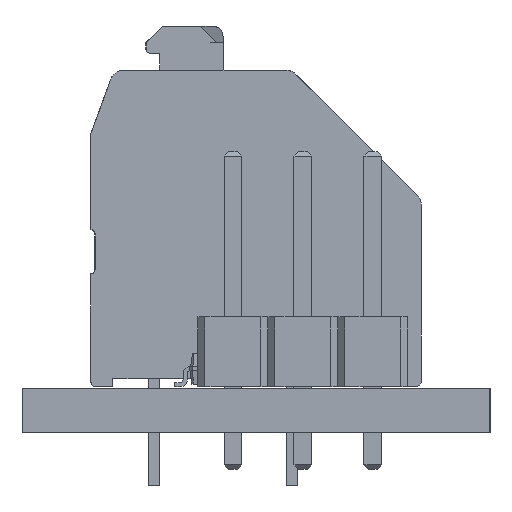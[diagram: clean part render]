
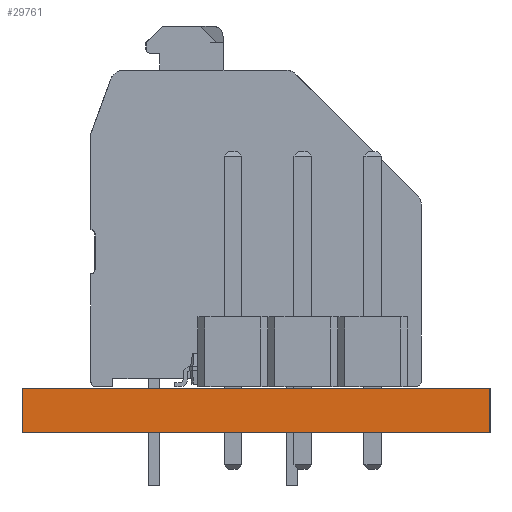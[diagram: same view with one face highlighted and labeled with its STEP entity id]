
A CAD part, left-side view. The second image highlights one B-rep face of the part: STEP entity #29761.
In plain terms, the highlighted planar face has unit normal (-1, 0, 0).
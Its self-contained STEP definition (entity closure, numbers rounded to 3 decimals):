
#28232 = PLANE('',#28233);
#28233 = AXIS2_PLACEMENT_3D('',#28234,#28235,#28236);
#28234 = CARTESIAN_POINT('',(97.5,-66.,0.));
#28235 = DIRECTION('',(0.,1.,0.));
#28236 = DIRECTION('',(1.,0.,0.));
#28260 = PLANE('',#28261);
#28261 = AXIS2_PLACEMENT_3D('',#28262,#28263,#28264);
#28262 = CARTESIAN_POINT('',(126.25,-74.5,1.6));
#28263 = DIRECTION('',(-0.,-0.,-1.));
#28264 = DIRECTION('',(-1.,0.,0.));
#28288 = PLANE('',#28289);
#28289 = AXIS2_PLACEMENT_3D('',#28290,#28291,#28292);
#28290 = CARTESIAN_POINT('',(155.,-83.,0.));
#28291 = DIRECTION('',(0.,-1.,0.));
#28292 = DIRECTION('',(-1.,0.,0.));
#28314 = PLANE('',#28315);
#28315 = AXIS2_PLACEMENT_3D('',#28316,#28317,#28318);
#28316 = CARTESIAN_POINT('',(126.25,-74.5,0.));
#28317 = DIRECTION('',(-0.,-0.,-1.));
#28318 = DIRECTION('',(-1.,0.,0.));
#28329 = EDGE_CURVE('',#28330,#28332,#28334,.T.);
#28330 = VERTEX_POINT('',#28331);
#28331 = CARTESIAN_POINT('',(97.5,-66.,0.));
#28332 = VERTEX_POINT('',#28333);
#28333 = CARTESIAN_POINT('',(97.5,-66.,1.6));
#28334 = SURFACE_CURVE('',#28335,(#28339,#28346),.PCURVE_S1.);
#28335 = LINE('',#28336,#28337);
#28336 = CARTESIAN_POINT('',(97.5,-66.,0.));
#28337 = VECTOR('',#28338,1.);
#28338 = DIRECTION('',(0.,0.,1.));
#28339 = PCURVE('',#28232,#28340);
#28340 = DEFINITIONAL_REPRESENTATION('',(#28341),#28345);
#28341 = LINE('',#28342,#28343);
#28342 = CARTESIAN_POINT('',(0.,0.));
#28343 = VECTOR('',#28344,1.);
#28344 = DIRECTION('',(0.,-1.));
#28345 = ( GEOMETRIC_REPRESENTATION_CONTEXT(2) 
PARAMETRIC_REPRESENTATION_CONTEXT() REPRESENTATION_CONTEXT('2D SPACE',''
  ) );
#28346 = PCURVE('',#28347,#28352);
#28347 = PLANE('',#28348);
#28348 = AXIS2_PLACEMENT_3D('',#28349,#28350,#28351);
#28349 = CARTESIAN_POINT('',(97.5,-83.,0.));
#28350 = DIRECTION('',(-1.,0.,0.));
#28351 = DIRECTION('',(0.,1.,0.));
#28352 = DEFINITIONAL_REPRESENTATION('',(#28353),#28357);
#28353 = LINE('',#28354,#28355);
#28354 = CARTESIAN_POINT('',(17.,0.));
#28355 = VECTOR('',#28356,1.);
#28356 = DIRECTION('',(0.,-1.));
#28357 = ( GEOMETRIC_REPRESENTATION_CONTEXT(2) 
PARAMETRIC_REPRESENTATION_CONTEXT() REPRESENTATION_CONTEXT('2D SPACE',''
  ) );
#28407 = VERTEX_POINT('',#28408);
#28408 = CARTESIAN_POINT('',(97.5,-83.,1.6));
#28429 = EDGE_CURVE('',#28430,#28407,#28432,.T.);
#28430 = VERTEX_POINT('',#28431);
#28431 = CARTESIAN_POINT('',(97.5,-83.,0.));
#28432 = SURFACE_CURVE('',#28433,(#28437,#28444),.PCURVE_S1.);
#28433 = LINE('',#28434,#28435);
#28434 = CARTESIAN_POINT('',(97.5,-83.,0.));
#28435 = VECTOR('',#28436,1.);
#28436 = DIRECTION('',(0.,0.,1.));
#28437 = PCURVE('',#28288,#28438);
#28438 = DEFINITIONAL_REPRESENTATION('',(#28439),#28443);
#28439 = LINE('',#28440,#28441);
#28440 = CARTESIAN_POINT('',(57.5,0.));
#28441 = VECTOR('',#28442,1.);
#28442 = DIRECTION('',(0.,-1.));
#28443 = ( GEOMETRIC_REPRESENTATION_CONTEXT(2) 
PARAMETRIC_REPRESENTATION_CONTEXT() REPRESENTATION_CONTEXT('2D SPACE',''
  ) );
#28444 = PCURVE('',#28347,#28445);
#28445 = DEFINITIONAL_REPRESENTATION('',(#28446),#28450);
#28446 = LINE('',#28447,#28448);
#28447 = CARTESIAN_POINT('',(0.,0.));
#28448 = VECTOR('',#28449,1.);
#28449 = DIRECTION('',(0.,-1.));
#28450 = ( GEOMETRIC_REPRESENTATION_CONTEXT(2) 
PARAMETRIC_REPRESENTATION_CONTEXT() REPRESENTATION_CONTEXT('2D SPACE',''
  ) );
#28478 = EDGE_CURVE('',#28430,#28330,#28479,.T.);
#28479 = SURFACE_CURVE('',#28480,(#28484,#28491),.PCURVE_S1.);
#28480 = LINE('',#28481,#28482);
#28481 = CARTESIAN_POINT('',(97.5,-83.,0.));
#28482 = VECTOR('',#28483,1.);
#28483 = DIRECTION('',(0.,1.,0.));
#28484 = PCURVE('',#28314,#28485);
#28485 = DEFINITIONAL_REPRESENTATION('',(#28486),#28490);
#28486 = LINE('',#28487,#28488);
#28487 = CARTESIAN_POINT('',(28.75,-8.5));
#28488 = VECTOR('',#28489,1.);
#28489 = DIRECTION('',(0.,1.));
#28490 = ( GEOMETRIC_REPRESENTATION_CONTEXT(2) 
PARAMETRIC_REPRESENTATION_CONTEXT() REPRESENTATION_CONTEXT('2D SPACE',''
  ) );
#28491 = PCURVE('',#28347,#28492);
#28492 = DEFINITIONAL_REPRESENTATION('',(#28493),#28497);
#28493 = LINE('',#28494,#28495);
#28494 = CARTESIAN_POINT('',(0.,0.));
#28495 = VECTOR('',#28496,1.);
#28496 = DIRECTION('',(1.,0.));
#28497 = ( GEOMETRIC_REPRESENTATION_CONTEXT(2) 
PARAMETRIC_REPRESENTATION_CONTEXT() REPRESENTATION_CONTEXT('2D SPACE',''
  ) );
#29170 = EDGE_CURVE('',#28407,#28332,#29171,.T.);
#29171 = SURFACE_CURVE('',#29172,(#29176,#29183),.PCURVE_S1.);
#29172 = LINE('',#29173,#29174);
#29173 = CARTESIAN_POINT('',(97.5,-83.,1.6));
#29174 = VECTOR('',#29175,1.);
#29175 = DIRECTION('',(0.,1.,0.));
#29176 = PCURVE('',#28260,#29177);
#29177 = DEFINITIONAL_REPRESENTATION('',(#29178),#29182);
#29178 = LINE('',#29179,#29180);
#29179 = CARTESIAN_POINT('',(28.75,-8.5));
#29180 = VECTOR('',#29181,1.);
#29181 = DIRECTION('',(0.,1.));
#29182 = ( GEOMETRIC_REPRESENTATION_CONTEXT(2) 
PARAMETRIC_REPRESENTATION_CONTEXT() REPRESENTATION_CONTEXT('2D SPACE',''
  ) );
#29183 = PCURVE('',#28347,#29184);
#29184 = DEFINITIONAL_REPRESENTATION('',(#29185),#29189);
#29185 = LINE('',#29186,#29187);
#29186 = CARTESIAN_POINT('',(0.,-1.6));
#29187 = VECTOR('',#29188,1.);
#29188 = DIRECTION('',(1.,0.));
#29189 = ( GEOMETRIC_REPRESENTATION_CONTEXT(2) 
PARAMETRIC_REPRESENTATION_CONTEXT() REPRESENTATION_CONTEXT('2D SPACE',''
  ) );
#29761 = ADVANCED_FACE('',(#29762),#28347,.T.);
#29762 = FACE_BOUND('',#29763,.T.);
#29763 = EDGE_LOOP('',(#29764,#29765,#29766,#29767));
#29764 = ORIENTED_EDGE('',*,*,#28429,.T.);
#29765 = ORIENTED_EDGE('',*,*,#29170,.T.);
#29766 = ORIENTED_EDGE('',*,*,#28329,.F.);
#29767 = ORIENTED_EDGE('',*,*,#28478,.F.);
